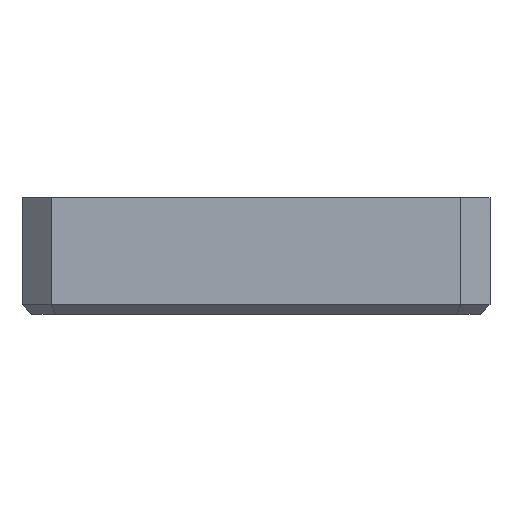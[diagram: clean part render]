
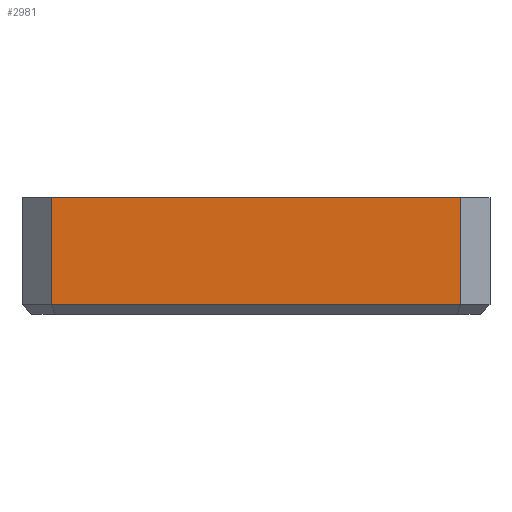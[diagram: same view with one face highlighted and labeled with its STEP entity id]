
A CAD part, front view. The second image highlights one B-rep face of the part: STEP entity #2981.
In plain terms, the highlighted planar face has unit normal (0, -1, 0).
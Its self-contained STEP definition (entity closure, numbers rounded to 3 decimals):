
#223=FACE_OUTER_BOUND('',#392,.T.);
#392=EDGE_LOOP('',(#2485,#2486,#2487,#2488));
#636=LINE('',#5155,#953);
#654=LINE('',#5190,#971);
#656=LINE('',#5194,#973);
#657=LINE('',#5195,#974);
#953=VECTOR('',#3528,10.);
#971=VECTOR('',#3566,10.);
#973=VECTOR('',#3570,10.);
#974=VECTOR('',#3571,10.);
#1374=VERTEX_POINT('',#5152);
#1375=VERTEX_POINT('',#5154);
#1382=VERTEX_POINT('',#5189);
#1383=VERTEX_POINT('',#5193);
#1755=EDGE_CURVE('',#1374,#1375,#636,.T.);
#1773=EDGE_CURVE('',#1375,#1382,#654,.T.);
#1775=EDGE_CURVE('',#1374,#1383,#656,.T.);
#1776=EDGE_CURVE('',#1382,#1383,#657,.T.);
#2485=ORIENTED_EDGE('',*,*,#1755,.F.);
#2486=ORIENTED_EDGE('',*,*,#1775,.T.);
#2487=ORIENTED_EDGE('',*,*,#1776,.F.);
#2488=ORIENTED_EDGE('',*,*,#1773,.F.);
#2823=PLANE('',#3127);
#2981=ADVANCED_FACE('',(#223),#2823,.T.);
#3127=AXIS2_PLACEMENT_3D('',#5192,#3568,#3569);
#3528=DIRECTION('',(-1.,0.,0.));
#3566=DIRECTION('',(0.,0.,1.));
#3568=DIRECTION('center_axis',(0.,-1.,0.));
#3569=DIRECTION('ref_axis',(-1.,0.,0.));
#3570=DIRECTION('',(0.,0.,1.));
#3571=DIRECTION('',(1.,0.,0.));
#5152=CARTESIAN_POINT('',(10.5,-19.,-2.5));
#5154=CARTESIAN_POINT('',(-10.5,-19.,-2.5));
#5155=CARTESIAN_POINT('',(5.25,-19.,-2.5));
#5189=CARTESIAN_POINT('',(-10.5,-19.,3.));
#5190=CARTESIAN_POINT('',(-10.5,-19.,0.));
#5192=CARTESIAN_POINT('Origin',(10.5,-19.,0.));
#5193=CARTESIAN_POINT('',(10.5,-19.,3.));
#5194=CARTESIAN_POINT('',(10.5,-19.,0.));
#5195=CARTESIAN_POINT('',(-10.5,-19.,3.));
